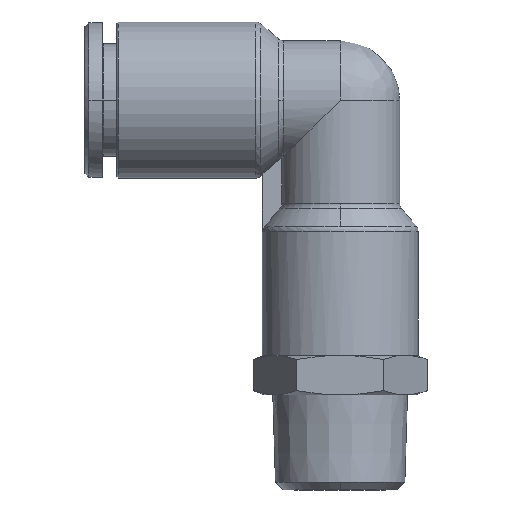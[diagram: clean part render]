
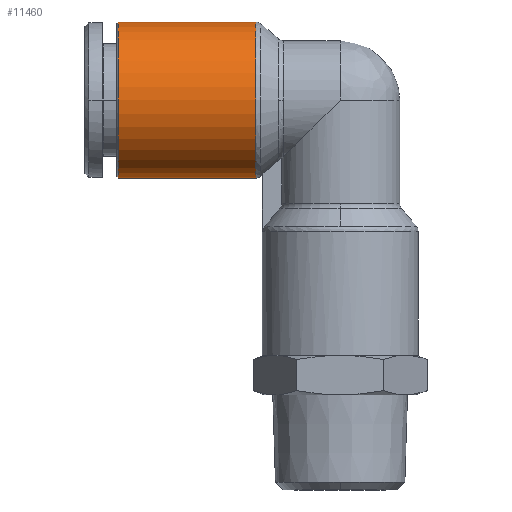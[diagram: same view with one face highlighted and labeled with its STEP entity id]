
A CAD part, left-side view. The second image highlights one B-rep face of the part: STEP entity #11460.
In plain terms, the highlighted cylindrical face has radius 9.85 mm (diameter 19.7 mm), a partial arc.
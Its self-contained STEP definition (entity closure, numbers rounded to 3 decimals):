
#30 = DIRECTION ( 'NONE',  ( 0., 0., -1. ) ) ;
#471 = DIRECTION ( 'NONE',  ( 1., 0., 0. ) ) ;
#605 = CYLINDRICAL_SURFACE ( 'NONE', #6456, 9.85 ) ;
#838 = VECTOR ( 'NONE', #6939, 1000. ) ;
#866 = AXIS2_PLACEMENT_3D ( 'NONE', #9149, #3398, #30 ) ;
#1362 = EDGE_CURVE ( 'NONE', #14372, #1420, #1457, .T. ) ;
#1420 = VERTEX_POINT ( 'NONE', #6834 ) ;
#1457 = LINE ( 'NONE', #11023, #9500 ) ;
#1705 = CARTESIAN_POINT ( 'NONE',  ( -2.264, 0., 9.85 ) ) ;
#1730 = LINE ( 'NONE', #13071, #838 ) ;
#2880 = DIRECTION ( 'NONE',  ( 0., 0., -1. ) ) ;
#3398 = DIRECTION ( 'NONE',  ( 1., 0., 0. ) ) ;
#4262 = EDGE_CURVE ( 'NONE', #13883, #4874, #10524, .T. ) ;
#4548 = FACE_OUTER_BOUND ( 'NONE', #5146, .T. ) ;
#4589 = DIRECTION ( 'NONE',  ( 1., 0., 0. ) ) ;
#4874 = VERTEX_POINT ( 'NONE', #11722 ) ;
#5146 = EDGE_LOOP ( 'NONE', ( #12285, #13458, #10284, #12923, #10353 ) ) ;
#6371 = CARTESIAN_POINT ( 'NONE',  ( 15.072, 9.85, 0. ) ) ;
#6456 = AXIS2_PLACEMENT_3D ( 'NONE', #10769, #471, #2880 ) ;
#6753 = AXIS2_PLACEMENT_3D ( 'NONE', #7020, #12802, #10414 ) ;
#6815 = EDGE_CURVE ( 'NONE', #1420, #13883, #12894, .T. ) ;
#6834 = CARTESIAN_POINT ( 'NONE',  ( 15.072, 0., 9.85 ) ) ;
#6939 = DIRECTION ( 'NONE',  ( 1., 0., 0. ) ) ;
#7020 = CARTESIAN_POINT ( 'NONE',  ( 15.072, 0., 0. ) ) ;
#7965 = EDGE_CURVE ( 'NONE', #11108, #14372, #14134, .T. ) ;
#8694 = AXIS2_PLACEMENT_3D ( 'NONE', #12080, #12330, #11224 ) ;
#9141 = EDGE_CURVE ( 'NONE', #11108, #4874, #1730, .T. ) ;
#9149 = CARTESIAN_POINT ( 'NONE',  ( -2.264, 0., 0. ) ) ;
#9500 = VECTOR ( 'NONE', #4589, 1000. ) ;
#10284 = ORIENTED_EDGE ( 'NONE', *, *, #6815, .T. ) ;
#10353 = ORIENTED_EDGE ( 'NONE', *, *, #9141, .F. ) ;
#10414 = DIRECTION ( 'NONE',  ( 0., 0., -1. ) ) ;
#10524 = CIRCLE ( 'NONE', #6753, 9.85 ) ;
#10769 = CARTESIAN_POINT ( 'NONE',  ( 5.372, 0., 0. ) ) ;
#11023 = CARTESIAN_POINT ( 'NONE',  ( 5.372, 0., 9.85 ) ) ;
#11108 = VERTEX_POINT ( 'NONE', #14646 ) ;
#11224 = DIRECTION ( 'NONE',  ( 0., 0., -1. ) ) ;
#11460 = ADVANCED_FACE ( 'NONE', ( #4548 ), #605, .T. ) ;
#11722 = CARTESIAN_POINT ( 'NONE',  ( 15.072, 0., -9.85 ) ) ;
#12080 = CARTESIAN_POINT ( 'NONE',  ( 15.072, 0., 0. ) ) ;
#12285 = ORIENTED_EDGE ( 'NONE', *, *, #7965, .T. ) ;
#12330 = DIRECTION ( 'NONE',  ( -1., 0., 0. ) ) ;
#12802 = DIRECTION ( 'NONE',  ( -1., 0., 0. ) ) ;
#12894 = CIRCLE ( 'NONE', #8694, 9.85 ) ;
#12923 = ORIENTED_EDGE ( 'NONE', *, *, #4262, .T. ) ;
#13071 = CARTESIAN_POINT ( 'NONE',  ( 5.372, 0., -9.85 ) ) ;
#13458 = ORIENTED_EDGE ( 'NONE', *, *, #1362, .T. ) ;
#13883 = VERTEX_POINT ( 'NONE', #6371 ) ;
#14134 = CIRCLE ( 'NONE', #866, 9.85 ) ;
#14372 = VERTEX_POINT ( 'NONE', #1705 ) ;
#14646 = CARTESIAN_POINT ( 'NONE',  ( -2.264, 0., -9.85 ) ) ;
